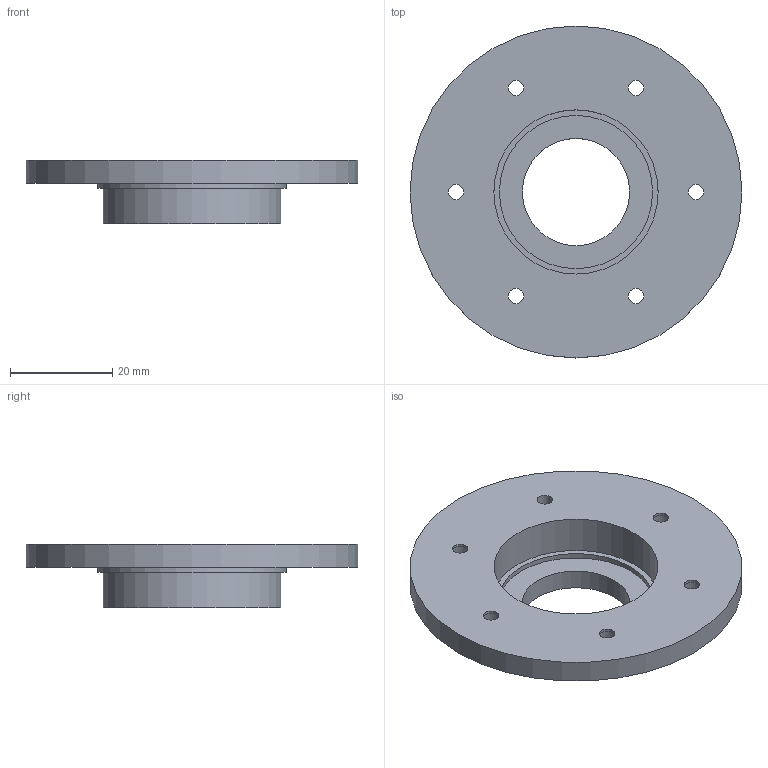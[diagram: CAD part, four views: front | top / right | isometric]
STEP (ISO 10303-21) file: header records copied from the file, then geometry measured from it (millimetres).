
FILE_DESCRIPTION(/* description */ (''),/* implementation_level */ '2;1');
FILE_NAME(/* name */ '31c8d14f-9ac0-4843-8a68-735d6b7e867d.stp',/* time_stamp */ '2024-08-30T11:13:28Z',/* author */ (''),/* organization */ (''),/* preprocessor_version */ 'ST-DEVELOPER v20',/* originating_system */ 'Autodesk Translation Framework v13.20.0.188',/* authorisation */ '');
FILE_SCHEMA (('AUTOMOTIVE_DESIGN { 1 0 10303 214 3 1 1 }'));
Length unit declared in the file: millimetre
Products named in the file (1): base output disk v1
Bounding box: 65 x 65 x 12.5 mm (x, y, z)
Volume: 14136.4 mm3; surface area: 9125 mm2
Topology: 1 solids, 1 shells, 28 faces, 51 edges, 34 vertices
Faces by surface type: cylinder 17, plane 11
Full cylindrical faces by diameter (mm): 3 x6, 4.5 x5, 21 x1, 30 x1, 32.15 x1, 34.85 x1, 37 x1, 65 x1
Entity records: 770 total; most frequent: DIRECTION 143, CARTESIAN_POINT 114, ORIENTED_EDGE 102, AXIS2_PLACEMENT_3D 63, EDGE_LOOP 51, EDGE_CURVE 51, CIRCLE 34, VERTEX_POINT 34
